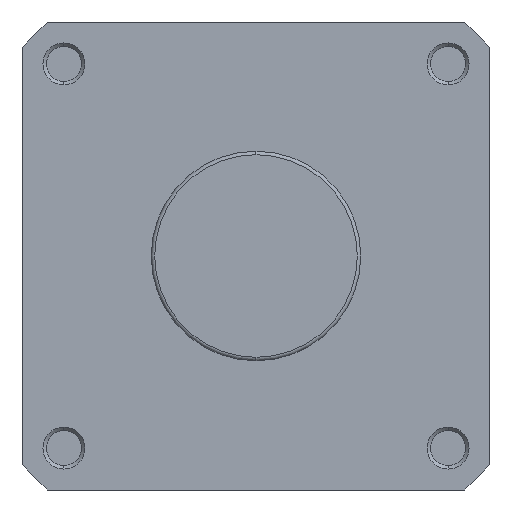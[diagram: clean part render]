
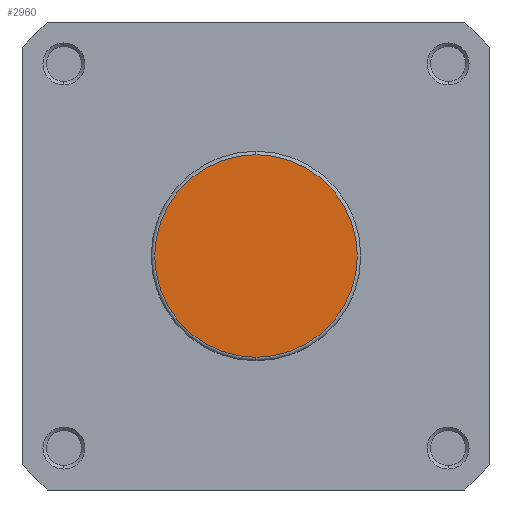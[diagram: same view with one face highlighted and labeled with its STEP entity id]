
A CAD part, left-side view. The second image highlights one B-rep face of the part: STEP entity #2960.
In plain terms, the highlighted planar face has unit normal (-1, 0, 0).
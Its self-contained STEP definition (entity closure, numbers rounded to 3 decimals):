
#64 = EDGE_CURVE ( 'NONE', #872, #874, #5469, .T. ) ;
#175 = EDGE_CURVE ( 'NONE', #874, #872, #959, .T. ) ;
#790 = CARTESIAN_POINT ( 'NONE',  ( 0., 0., 0. ) ) ;
#791 = DIRECTION ( 'NONE',  ( -1., 0., 0. ) ) ;
#792 = DIRECTION ( 'NONE',  ( 0., 0., -1. ) ) ;
#872 = VERTEX_POINT ( 'NONE', #1914 ) ;
#874 = VERTEX_POINT ( 'NONE', #1916 ) ;
#959 = CIRCLE ( 'NONE', #4082, 29. ) ;
#1914 = CARTESIAN_POINT ( 'NONE',  ( 0., 0., 29. ) ) ;
#1916 = CARTESIAN_POINT ( 'NONE',  ( 0., 0., -29. ) ) ;
#2399 = CARTESIAN_POINT ( 'NONE',  ( 0., 30., 0. ) ) ;
#2400 = PLANE ( 'NONE',  #4315 ) ;
#2401 = DIRECTION ( 'NONE',  ( 1., 0., 0. ) ) ;
#2402 = DIRECTION ( 'NONE',  ( 0., 0., -1. ) ) ;
#2701 = CARTESIAN_POINT ( 'NONE',  ( 0., 0., 0. ) ) ;
#2740 = DIRECTION ( 'NONE',  ( -1., 0., 0. ) ) ;
#2798 = DIRECTION ( 'NONE',  ( 0., 0., -1. ) ) ;
#2960 = ADVANCED_FACE ( 'NONE', ( #3240 ), #2400, .F. ) ;
#3240 = FACE_OUTER_BOUND ( 'NONE', #4783, .T. ) ;
#4015 = AXIS2_PLACEMENT_3D ( 'NONE', #790, #791, #792 ) ;
#4082 = AXIS2_PLACEMENT_3D ( 'NONE', #2701, #2740, #2798 ) ;
#4315 = AXIS2_PLACEMENT_3D ( 'NONE', #2399, #2401, #2402 ) ;
#4492 = ORIENTED_EDGE ( 'NONE', *, *, #64, .T. ) ;
#4493 = ORIENTED_EDGE ( 'NONE', *, *, #175, .T. ) ;
#4783 = EDGE_LOOP ( 'NONE', ( #4493, #4492 ) ) ;
#5469 = CIRCLE ( 'NONE', #4015, 29. ) ;
